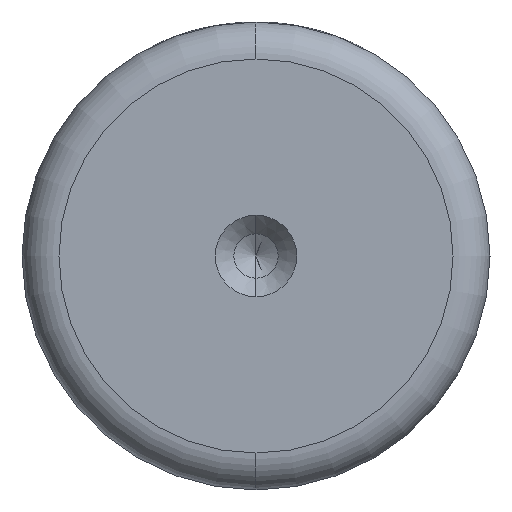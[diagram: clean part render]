
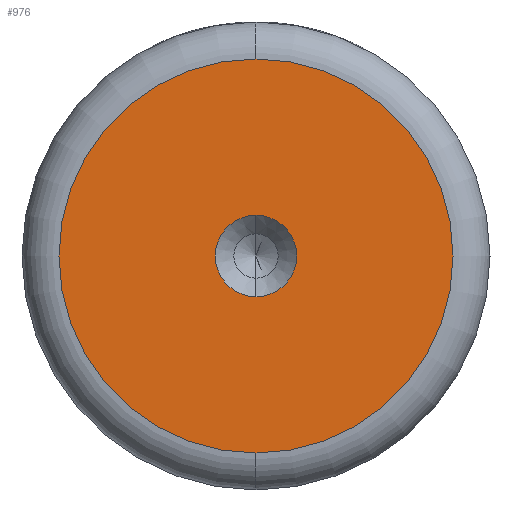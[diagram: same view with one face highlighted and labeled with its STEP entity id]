
A CAD part, left-side view. The second image highlights one B-rep face of the part: STEP entity #976.
In plain terms, the highlighted planar face has unit normal (-1, 0, 0).
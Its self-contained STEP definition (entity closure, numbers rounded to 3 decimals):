
#2 = FACE_OUTER_BOUND ( 'NONE', #964, .T. ) ;
#222 = VERTEX_POINT ( 'NONE', #1235 ) ;
#248 = VERTEX_POINT ( 'NONE', #374 ) ;
#268 = CARTESIAN_POINT ( 'NONE',  ( 0., 0., 3.3 ) ) ;
#282 = DIRECTION ( 'NONE',  ( -1., 0., 0. ) ) ;
#305 = AXIS2_PLACEMENT_3D ( 'NONE', #1251, #282, #813 ) ;
#321 = CARTESIAN_POINT ( 'NONE',  ( 0., 0., 0. ) ) ;
#329 = DIRECTION ( 'NONE',  ( -1., 0., 0. ) ) ;
#366 = VERTEX_POINT ( 'NONE', #1081 ) ;
#374 = CARTESIAN_POINT ( 'NONE',  ( 0., 0., -16. ) ) ;
#385 = AXIS2_PLACEMENT_3D ( 'NONE', #627, #1390, #737 ) ;
#425 = DIRECTION ( 'NONE',  ( 0., 0., 1. ) ) ;
#458 = AXIS2_PLACEMENT_3D ( 'NONE', #321, #1066, #425 ) ;
#497 = ORIENTED_EDGE ( 'NONE', *, *, #1062, .T. ) ;
#584 = ORIENTED_EDGE ( 'NONE', *, *, #1355, .T. ) ;
#592 = CARTESIAN_POINT ( 'NONE',  ( 0., 0., 0. ) ) ;
#601 = CIRCLE ( 'NONE', #458, 16. ) ;
#627 = CARTESIAN_POINT ( 'NONE',  ( 0., 0., 0. ) ) ;
#689 = DIRECTION ( 'NONE',  ( 0., 0., 1. ) ) ;
#704 = PLANE ( 'NONE',  #305 ) ;
#737 = DIRECTION ( 'NONE',  ( 0., 0., 1. ) ) ;
#761 = CIRCLE ( 'NONE', #1108, 16. ) ;
#813 = DIRECTION ( 'NONE',  ( 0., 0., 1. ) ) ;
#842 = EDGE_CURVE ( 'NONE', #861, #366, #1054, .T. ) ;
#861 = VERTEX_POINT ( 'NONE', #268 ) ;
#964 = EDGE_LOOP ( 'NONE', ( #584, #497 ) ) ;
#965 = CARTESIAN_POINT ( 'NONE',  ( 0., 0., 0. ) ) ;
#976 = ADVANCED_FACE ( 'NONE', ( #1179, #2 ), #704, .T. ) ;
#1015 = ORIENTED_EDGE ( 'NONE', *, *, #842, .F. ) ;
#1054 = CIRCLE ( 'NONE', #1206, 3.3 ) ;
#1062 = EDGE_CURVE ( 'NONE', #248, #222, #601, .T. ) ;
#1066 = DIRECTION ( 'NONE',  ( -1., 0., 0. ) ) ;
#1075 = DIRECTION ( 'NONE',  ( 0., 0., 1. ) ) ;
#1080 = EDGE_CURVE ( 'NONE', #366, #861, #1393, .T. ) ;
#1081 = CARTESIAN_POINT ( 'NONE',  ( 0., 0., -3.3 ) ) ;
#1108 = AXIS2_PLACEMENT_3D ( 'NONE', #965, #329, #1075 ) ;
#1179 = FACE_BOUND ( 'NONE', #1353, .T. ) ;
#1206 = AXIS2_PLACEMENT_3D ( 'NONE', #592, #1342, #689 ) ;
#1230 = ORIENTED_EDGE ( 'NONE', *, *, #1080, .F. ) ;
#1235 = CARTESIAN_POINT ( 'NONE',  ( 0., 0., 16. ) ) ;
#1251 = CARTESIAN_POINT ( 'NONE',  ( 0., 0., 0. ) ) ;
#1342 = DIRECTION ( 'NONE',  ( -1., 0., 0. ) ) ;
#1353 = EDGE_LOOP ( 'NONE', ( #1015, #1230 ) ) ;
#1355 = EDGE_CURVE ( 'NONE', #222, #248, #761, .T. ) ;
#1390 = DIRECTION ( 'NONE',  ( -1., 0., 0. ) ) ;
#1393 = CIRCLE ( 'NONE', #385, 3.3 ) ;
